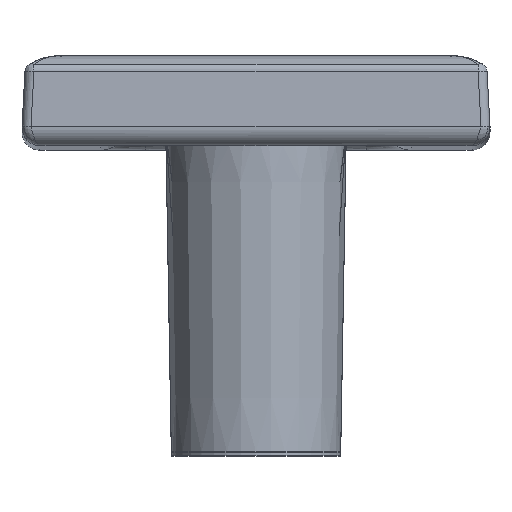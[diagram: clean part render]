
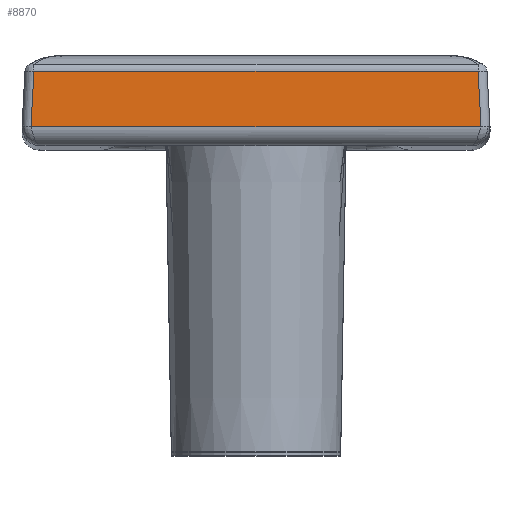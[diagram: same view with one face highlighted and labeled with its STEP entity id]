
A CAD part, top view. The second image highlights one B-rep face of the part: STEP entity #8870.
In plain terms, the highlighted planar face has unit normal (0, 0.052, 0.999).
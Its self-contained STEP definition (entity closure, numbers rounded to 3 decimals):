
#620=CARTESIAN_POINT('',(12.499,1.052,
53.945));
#630=VERTEX_POINT('',#620);
#8070=CARTESIAN_POINT('',(12.338,4.138,
53.783));
#8080=VERTEX_POINT('',#8070);
#8520=CARTESIAN_POINT('',(40.946,4.382,
53.77));
#8530=DIRECTION('',(0.,0.052,
0.999));
#8540=DIRECTION('',(0.,0.999,
-0.052));
#8550=AXIS2_PLACEMENT_3D('',#8520,#8530,#8540);
#8560=PLANE('',#8550);
#8570=CARTESIAN_POINT('',(-40.946,4.138,
53.783));
#8580=DIRECTION('',(-1.,0.,0.));
#8590=VECTOR('',#8580,1.);
#8600=LINE('',#8570,#8590);
#8610=CARTESIAN_POINT('',(-12.338,4.138,
53.783));
#8620=VERTEX_POINT('',#8610);
#8630=EDGE_CURVE('',#8080,#8620,#8600,.T.);
#8640=ORIENTED_EDGE('',*,*,#8630,.T.);
#8650=CARTESIAN_POINT('',(12.553,0.026,
53.999));
#8660=DIRECTION('',(-0.052,0.997,
-0.052));
#8670=VECTOR('',#8660,1.);
#8680=LINE('',#8650,#8670);
#8690=EDGE_CURVE('',#630,#8080,#8680,.T.);
#8700=ORIENTED_EDGE('',*,*,#8690,.T.);
#8710=CARTESIAN_POINT('',(0.,1.052,
53.945));
#8720=DIRECTION('',(-1.,0.,0.));
#8730=VECTOR('',#8720,1.);
#8740=LINE('',#8710,#8730);
#8750=CARTESIAN_POINT('',(-12.499,1.052,
53.945));
#8760=VERTEX_POINT('',#8750);
#8770=EDGE_CURVE('',#630,#8760,#8740,.T.);
#8780=ORIENTED_EDGE('',*,*,#8770,.F.);
#8790=CARTESIAN_POINT('',(-12.553,0.026,
53.999));
#8800=DIRECTION('',(0.052,0.997,
-0.052));
#8810=VECTOR('',#8800,1.);
#8820=LINE('',#8790,#8810);
#8830=EDGE_CURVE('',#8760,#8620,#8820,.T.);
#8840=ORIENTED_EDGE('',*,*,#8830,.F.);
#8850=EDGE_LOOP('',(#8840,#8780,#8700,#8640));
#8860=FACE_OUTER_BOUND('',#8850,.T.);
#8870=ADVANCED_FACE('',(#8860),#8560,.T.);
